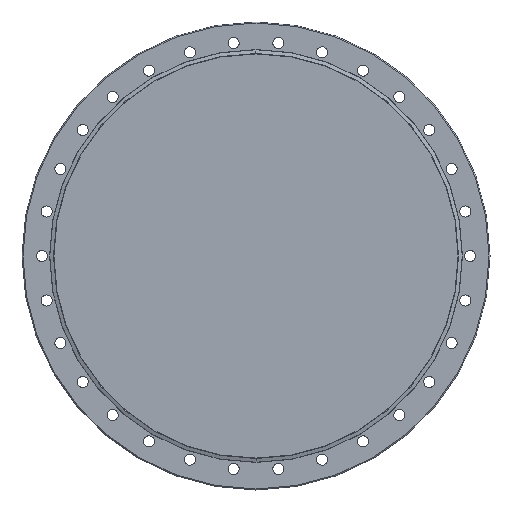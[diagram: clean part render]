
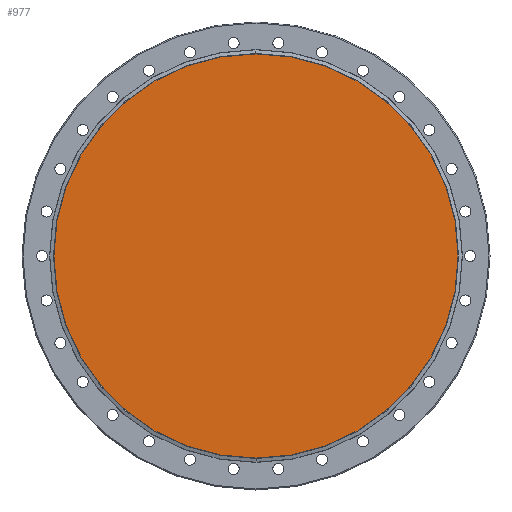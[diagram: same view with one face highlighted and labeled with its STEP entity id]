
A CAD part, left-side view. The second image highlights one B-rep face of the part: STEP entity #977.
In plain terms, the highlighted planar face has unit normal (-1, 0, 0).
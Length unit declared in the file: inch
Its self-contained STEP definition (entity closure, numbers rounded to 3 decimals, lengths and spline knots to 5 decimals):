
#52 = EDGE_CURVE ( 'NONE', #877, #379, #1716, .T. ) ;
#235 = DIRECTION ( 'NONE',  ( 0., 0., -1. ) ) ;
#314 = EDGE_LOOP ( 'NONE', ( #1239, #1784 ) ) ;
#379 = VERTEX_POINT ( 'NONE', #1619 ) ;
#833 = AXIS2_PLACEMENT_3D ( 'NONE', #1998, #1325, #235 ) ;
#877 = VERTEX_POINT ( 'NONE', #1063 ) ;
#977 = ADVANCED_FACE ( 'NONE', ( #2012 ), #2629, .F. ) ;
#1062 = CIRCLE ( 'NONE', #2671, 6.045 ) ;
#1063 = CARTESIAN_POINT ( 'NONE',  ( 0.08, 0., -6.045 ) ) ;
#1221 = DIRECTION ( 'NONE',  ( -1., 0., 0. ) ) ;
#1239 = ORIENTED_EDGE ( 'NONE', *, *, #52, .T. ) ;
#1248 = CARTESIAN_POINT ( 'NONE',  ( 0.08, 0., 0. ) ) ;
#1325 = DIRECTION ( 'NONE',  ( 1., 0., 0. ) ) ;
#1619 = CARTESIAN_POINT ( 'NONE',  ( 0.08, 0., 6.045 ) ) ;
#1693 = DIRECTION ( 'NONE',  ( 0., 0., -1. ) ) ;
#1716 = CIRCLE ( 'NONE', #1959, 6.045 ) ;
#1784 = ORIENTED_EDGE ( 'NONE', *, *, #2477, .T. ) ;
#1959 = AXIS2_PLACEMENT_3D ( 'NONE', #1248, #1221, #1693 ) ;
#1998 = CARTESIAN_POINT ( 'NONE',  ( 0.08, 6.05, 0. ) ) ;
#2012 = FACE_OUTER_BOUND ( 'NONE', #314, .T. ) ;
#2186 = DIRECTION ( 'NONE',  ( 0., 0., -1. ) ) ;
#2411 = DIRECTION ( 'NONE',  ( -1., 0., 0. ) ) ;
#2477 = EDGE_CURVE ( 'NONE', #379, #877, #1062, .T. ) ;
#2618 = CARTESIAN_POINT ( 'NONE',  ( 0.08, 0., 0. ) ) ;
#2629 = PLANE ( 'NONE',  #833 ) ;
#2671 = AXIS2_PLACEMENT_3D ( 'NONE', #2618, #2411, #2186 ) ;
